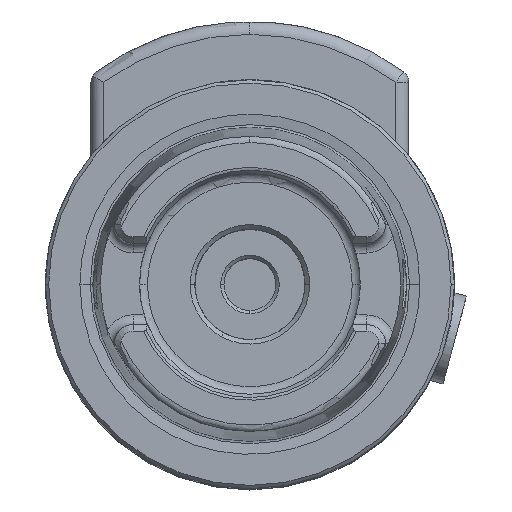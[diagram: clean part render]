
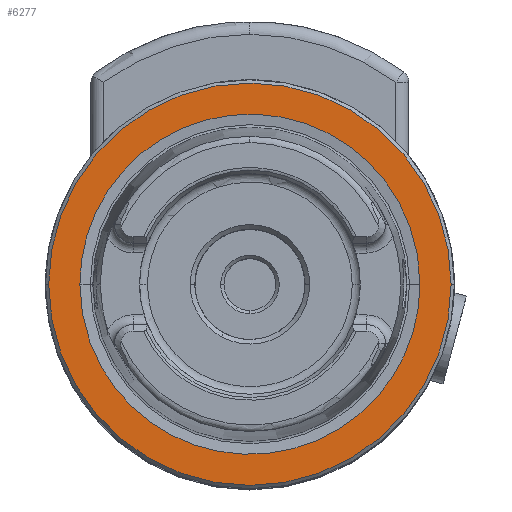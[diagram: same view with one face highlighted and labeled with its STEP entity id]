
A CAD part, top view. The second image highlights one B-rep face of the part: STEP entity #6277.
In plain terms, the highlighted planar face has unit normal (0, 0, 1).
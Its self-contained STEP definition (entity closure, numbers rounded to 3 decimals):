
#5994=AXIS2_PLACEMENT_3D('Circle Axis2P3D',#5992,#5993,$) ;
#6073=AXIS2_PLACEMENT_3D('Circle Axis2P3D',#6071,#6072,$) ;
#6211=AXIS2_PLACEMENT_3D('Plane Axis2P3D',#6208,#6209,#6210) ;
#5989=CARTESIAN_POINT('Vertex',(-31.,0.,0.)) ;
#5992=CARTESIAN_POINT('Axis2P3D Location',(0.,0.,0.)) ;
#5996=CARTESIAN_POINT('Vertex',(31.,0.,0.)) ;
#6071=CARTESIAN_POINT('Axis2P3D Location',(0.,0.,0.)) ;
#6208=CARTESIAN_POINT('Axis2P3D Location',(0.,-24.321,0.)) ;
#6218=CARTESIAN_POINT('Control Point',(-26.2,0.,0.)) ;
#6219=CARTESIAN_POINT('Control Point',(-26.2,-2.508,0.)) ;
#6220=CARTESIAN_POINT('Control Point',(-25.9,-5.015,0.)) ;
#6221=CARTESIAN_POINT('Control Point',(-25.3,-7.475,0.)) ;
#6222=CARTESIAN_POINT('Control Point',(-23.523,-12.203,0.)) ;
#6223=CARTESIAN_POINT('Control Point',(-20.681,-16.378,0.)) ;
#6224=CARTESIAN_POINT('Control Point',(-19.016,-18.286,0.)) ;
#6225=CARTESIAN_POINT('Control Point',(-15.261,-21.664,0.)) ;
#6226=CARTESIAN_POINT('Control Point',(-10.816,-24.062,0.)) ;
#6227=CARTESIAN_POINT('Control Point',(-8.459,-24.988,0.)) ;
#6228=CARTESIAN_POINT('Control Point',(-3.571,-26.258,0.)) ;
#6229=CARTESIAN_POINT('Control Point',(1.48,-26.34,0.)) ;
#6230=CARTESIAN_POINT('Control Point',(3.998,-26.076,0.)) ;
#6231=CARTESIAN_POINT('Control Point',(8.922,-24.953,0.)) ;
#6232=CARTESIAN_POINT('Control Point',(13.442,-22.699,0.)) ;
#6233=CARTESIAN_POINT('Control Point',(15.557,-21.306,0.)) ;
#6234=CARTESIAN_POINT('Control Point',(19.41,-18.041,0.)) ;
#6235=CARTESIAN_POINT('Control Point',(22.385,-13.959,0.)) ;
#6236=CARTESIAN_POINT('Control Point',(23.62,-11.749,0.)) ;
#6237=CARTESIAN_POINT('Control Point',(25.121,-8.093,0.)) ;
#6238=CARTESIAN_POINT('Control Point',(25.913,-4.241,0.)) ;
#6239=CARTESIAN_POINT('Control Point',(26.104,-2.833,0.)) ;
#6240=CARTESIAN_POINT('Control Point',(26.2,-1.416,0.)) ;
#6241=CARTESIAN_POINT('Control Point',(26.2,0.,0.)) ;
#6242=CARTESIAN_POINT('Vertex',(-26.2,0.,0.)) ;
#6244=CARTESIAN_POINT('Vertex',(26.2,0.,0.)) ;
#6248=CARTESIAN_POINT('Control Point',(26.2,0.,0.)) ;
#6249=CARTESIAN_POINT('Control Point',(26.2,2.508,0.)) ;
#6250=CARTESIAN_POINT('Control Point',(25.9,5.015,0.)) ;
#6251=CARTESIAN_POINT('Control Point',(25.3,7.475,0.)) ;
#6252=CARTESIAN_POINT('Control Point',(23.523,12.203,0.)) ;
#6253=CARTESIAN_POINT('Control Point',(20.681,16.378,0.)) ;
#6254=CARTESIAN_POINT('Control Point',(19.016,18.286,0.)) ;
#6255=CARTESIAN_POINT('Control Point',(15.261,21.664,0.)) ;
#6256=CARTESIAN_POINT('Control Point',(10.816,24.062,0.)) ;
#6257=CARTESIAN_POINT('Control Point',(8.459,24.988,0.)) ;
#6258=CARTESIAN_POINT('Control Point',(3.571,26.258,0.)) ;
#6259=CARTESIAN_POINT('Control Point',(-1.48,26.34,0.)) ;
#6260=CARTESIAN_POINT('Control Point',(-3.998,26.076,0.)) ;
#6261=CARTESIAN_POINT('Control Point',(-8.922,24.953,0.)) ;
#6262=CARTESIAN_POINT('Control Point',(-13.442,22.699,0.)) ;
#6263=CARTESIAN_POINT('Control Point',(-15.557,21.306,0.)) ;
#6264=CARTESIAN_POINT('Control Point',(-19.41,18.041,0.)) ;
#6265=CARTESIAN_POINT('Control Point',(-22.385,13.959,0.)) ;
#6266=CARTESIAN_POINT('Control Point',(-23.62,11.749,0.)) ;
#6267=CARTESIAN_POINT('Control Point',(-25.121,8.093,0.)) ;
#6268=CARTESIAN_POINT('Control Point',(-25.913,4.241,0.)) ;
#6269=CARTESIAN_POINT('Control Point',(-26.104,2.833,0.)) ;
#6270=CARTESIAN_POINT('Control Point',(-26.2,1.416,0.)) ;
#6271=CARTESIAN_POINT('Control Point',(-26.2,0.,0.)) ;
#5993=DIRECTION('Axis2P3D Direction',(0.,0.,-1.)) ;
#6072=DIRECTION('Axis2P3D Direction',(0.,0.,-1.)) ;
#6209=DIRECTION('Axis2P3D Direction',(0.,0.,-1.)) ;
#6210=DIRECTION('Axis2P3D XDirection',(1.,-0.,0.)) ;
#6214=ORIENTED_EDGE('',*,*,#6075,.F.) ;
#6215=ORIENTED_EDGE('',*,*,#5998,.F.) ;
#6274=ORIENTED_EDGE('',*,*,#6246,.F.) ;
#6275=ORIENTED_EDGE('',*,*,#6272,.F.) ;
#6276=FACE_BOUND('',#6273,.T.) ;
#6277=ADVANCED_FACE('NOCUT',(#6216,#6276),#6212,.F.) ;
#6217=B_SPLINE_CURVE_WITH_KNOTS('',5,(#6218,#6219,#6220,#6221,#6222,#6223,#6224,#6225,#6226,#6227,#6228,#6229,#6230,#6231,#6232,#6233,#6234,#6235,#6236,#6237,#6238,#6239,#6240,#6241),.UNSPECIFIED.,.F.,.U.,(6,3,3,3,3,3,3,6),(0.,17.731,35.462,53.193,70.925,88.656,106.387,116.402),.UNSPECIFIED.) ;
#6247=B_SPLINE_CURVE_WITH_KNOTS('',5,(#6248,#6249,#6250,#6251,#6252,#6253,#6254,#6255,#6256,#6257,#6258,#6259,#6260,#6261,#6262,#6263,#6264,#6265,#6266,#6267,#6268,#6269,#6270,#6271),.UNSPECIFIED.,.F.,.U.,(6,3,3,3,3,3,3,6),(0.,17.731,35.462,53.193,70.925,88.656,106.387,116.402),.UNSPECIFIED.) ;
#5995=CIRCLE('generated circle',#5994,31.) ;
#6074=CIRCLE('generated circle',#6073,31.) ;
#5998=EDGE_CURVE('',#5990,#5997,#5995,.T.) ;
#6075=EDGE_CURVE('',#5997,#5990,#6074,.T.) ;
#6246=EDGE_CURVE('',#6243,#6245,#6217,.T.) ;
#6272=EDGE_CURVE('',#6245,#6243,#6247,.T.) ;
#6213=EDGE_LOOP('',(#6214,#6215)) ;
#6273=EDGE_LOOP('',(#6274,#6275)) ;
#6216=FACE_OUTER_BOUND('',#6213,.T.) ;
#6212=PLANE('',#6211) ;
#5990=VERTEX_POINT('',#5989) ;
#5997=VERTEX_POINT('',#5996) ;
#6243=VERTEX_POINT('',#6242) ;
#6245=VERTEX_POINT('',#6244) ;
